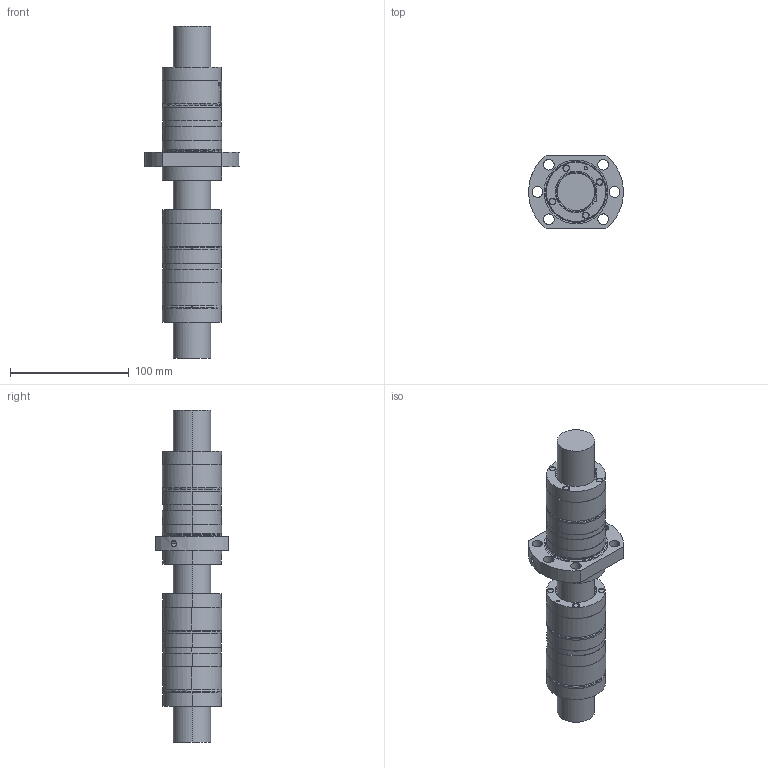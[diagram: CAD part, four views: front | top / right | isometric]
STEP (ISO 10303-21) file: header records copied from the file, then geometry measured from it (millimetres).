
FILE_DESCRIPTION(('Creo Elements/Direct Modeling STEP Export'),'2;1');
FILE_NAME('HSB-KGT-MM-3205RH-1g.stp','2015-05-13T 8:48:44',(''),(''),'Creo Elements/Direct Modeling STEP processor for AP214 (Solid Model)','Creo Elements/Direct Modeling 18.1F 24-Jul-2014 (C) Parametric Technology GmbH','');
FILE_SCHEMA(('AUTOMOTIVE_DESIGN { 1 0 10303 214 1 1 1 1 }'));
Length unit declared in the file: millimetre
Products named in the file (3): HSB-KGM-FM-3205RH-1g_23697; HSB-KGM-MM-3205RH-1g_23358; HSB-KGS-3205RH-1g-T7_23879
Bounding box: 79.74 x 62 x 280 mm (x, y, z)
Volume: 462308.1 mm3; surface area: 91001.7 mm2
Topology: 3 solids, 3 shells, 239 faces, 654 edges, 456 vertices
Faces by surface type: cylinder 120, plane 57, cone 54, torus 8
Entity records: 12646 total; most frequent: CARTESIAN_POINT 5202, ORIENTED_EDGE 1300, DIRECTION 990, EDGE_CURVE 650, VERTEX_POINT 456, AXIS2_PLACEMENT_3D 396, EDGE_LOOP 294, COLOUR_RGB 242
